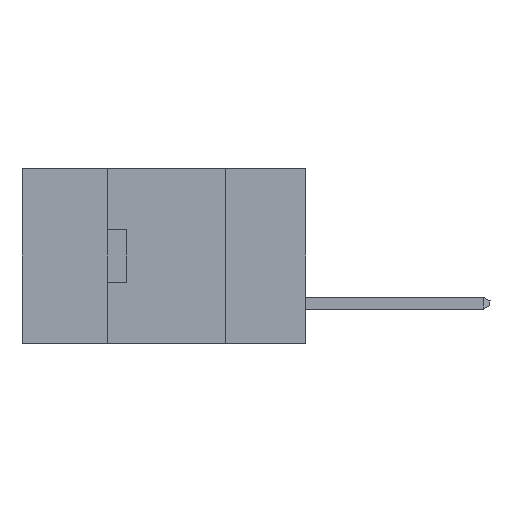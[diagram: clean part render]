
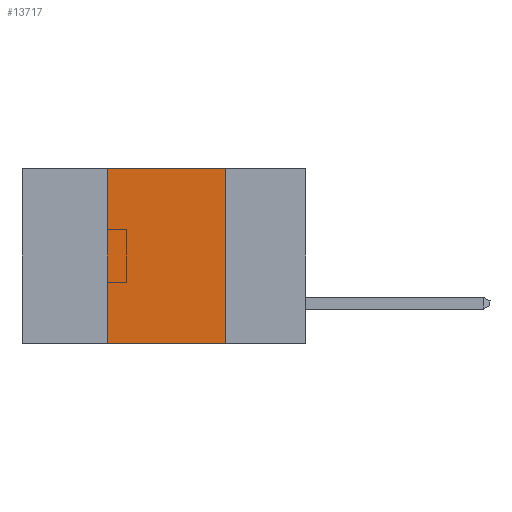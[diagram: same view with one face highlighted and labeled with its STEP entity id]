
A CAD part, left-side view. The second image highlights one B-rep face of the part: STEP entity #13717.
In plain terms, the highlighted planar face has unit normal (-1, 0, 0).
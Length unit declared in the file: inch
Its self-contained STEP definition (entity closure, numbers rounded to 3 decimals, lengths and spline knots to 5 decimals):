
#32 = ORIENTED_EDGE ( 'NONE', *, *, #9645, .F. ) ;
#241 = DIRECTION ( 'NONE',  ( 0., 0., -1. ) ) ;
#470 = VECTOR ( 'NONE', #8537, 39.37008 ) ;
#471 = CARTESIAN_POINT ( 'NONE',  ( 0., 0.42, 0. ) ) ;
#827 = DIRECTION ( 'NONE',  ( 0., 0., -1. ) ) ;
#1209 = CARTESIAN_POINT ( 'NONE',  ( 0., 0.6, -0.37 ) ) ;
#2627 = CARTESIAN_POINT ( 'NONE',  ( 0., 0.17, -0.37 ) ) ;
#2683 = VECTOR ( 'NONE', #19858, 39.37008 ) ;
#3391 = EDGE_CURVE ( 'NONE', #22472, #12809, #6212, .T. ) ;
#4078 = ORIENTED_EDGE ( 'NONE', *, *, #10734, .T. ) ;
#5115 = FACE_OUTER_BOUND ( 'NONE', #21536, .T. ) ;
#6212 = LINE ( 'NONE', #20571, #8122 ) ;
#7434 = ORIENTED_EDGE ( 'NONE', *, *, #3391, .F. ) ;
#8122 = VECTOR ( 'NONE', #16545, 39.37008 ) ;
#8260 = LINE ( 'NONE', #25196, #470 ) ;
#8537 = DIRECTION ( 'NONE',  ( 0., -1., 0. ) ) ;
#9011 = PLANE ( 'NONE',  #9978 ) ;
#9645 = EDGE_CURVE ( 'NONE', #19879, #10962, #12317, .T. ) ;
#9978 = AXIS2_PLACEMENT_3D ( 'NONE', #16929, #13284, #827 ) ;
#10734 = EDGE_CURVE ( 'NONE', #22472, #10962, #21774, .T. ) ;
#10962 = VERTEX_POINT ( 'NONE', #2627 ) ;
#11776 = VECTOR ( 'NONE', #241, 39.37008 ) ;
#12317 = LINE ( 'NONE', #18106, #11776 ) ;
#12743 = EDGE_CURVE ( 'NONE', #12809, #19879, #8260, .T. ) ;
#12809 = VERTEX_POINT ( 'NONE', #471 ) ;
#13284 = DIRECTION ( 'NONE',  ( 1., 0., 0. ) ) ;
#13717 = ADVANCED_FACE ( 'NONE', ( #5115 ), #9011, .F. ) ;
#16545 = DIRECTION ( 'NONE',  ( 0., 0., 1. ) ) ;
#16929 = CARTESIAN_POINT ( 'NONE',  ( 0., 0.6, 0. ) ) ;
#18106 = CARTESIAN_POINT ( 'NONE',  ( 0., 0.17, -0.37 ) ) ;
#19858 = DIRECTION ( 'NONE',  ( 0., -1., 0. ) ) ;
#19879 = VERTEX_POINT ( 'NONE', #25256 ) ;
#20571 = CARTESIAN_POINT ( 'NONE',  ( 0., 0.42, -0.37 ) ) ;
#20717 = CARTESIAN_POINT ( 'NONE',  ( 0., 0.42, -0.37 ) ) ;
#21536 = EDGE_LOOP ( 'NONE', ( #32, #21569, #7434, #4078 ) ) ;
#21569 = ORIENTED_EDGE ( 'NONE', *, *, #12743, .F. ) ;
#21774 = LINE ( 'NONE', #1209, #2683 ) ;
#22472 = VERTEX_POINT ( 'NONE', #20717 ) ;
#25196 = CARTESIAN_POINT ( 'NONE',  ( 0., 0.6, 0. ) ) ;
#25256 = CARTESIAN_POINT ( 'NONE',  ( 0., 0.17, 0. ) ) ;
